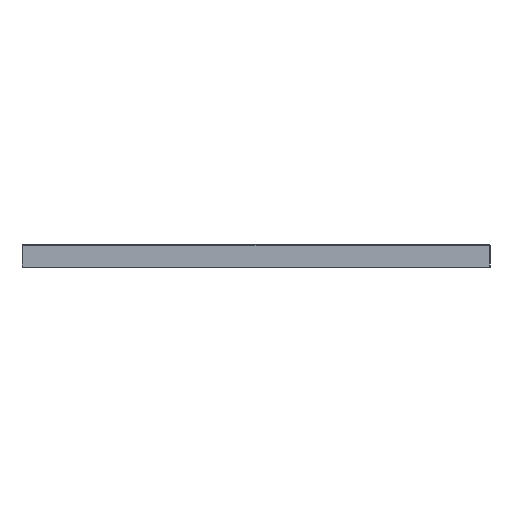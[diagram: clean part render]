
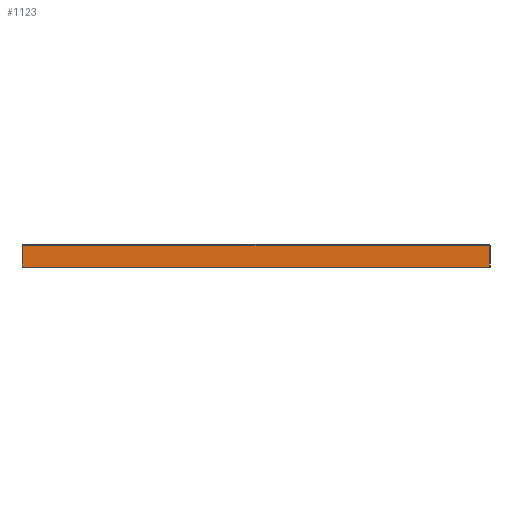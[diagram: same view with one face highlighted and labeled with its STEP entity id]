
A CAD part, left-side view. The second image highlights one B-rep face of the part: STEP entity #1123.
In plain terms, the highlighted planar face has unit normal (-1, 0, 0).
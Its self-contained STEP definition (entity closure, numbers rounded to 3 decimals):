
#467=PLANE('',#6967);
#580=LINE('',#15365,#853);
#581=LINE('',#15368,#854);
#582=LINE('',#15370,#855);
#853=VECTOR('',#7663,1.);
#854=VECTOR('',#7664,1.);
#855=VECTOR('',#7665,1.);
#1123=ADVANCED_FACE('',(#1683),#467,.T.);
#1683=FACE_OUTER_BOUND('',#2108,.T.);
#2108=EDGE_LOOP('',(#3172,#3173,#3174,#3175,#3176));
#2693=B_SPLINE_CURVE_WITH_KNOTS('',3,(#15372,#15373,#15374,#15375,#15376,
#15377,#15378,#15379,#15380,#15381,#15382),.UNSPECIFIED.,.F.,.F.,(4,2,1,
1,1,2,4),(0.,0.031,0.062,0.125,0.25,0.5,1.),
 .UNSPECIFIED.);
#2694=B_SPLINE_CURVE_WITH_KNOTS('',3,(#15384,#15385,#15386,#15387,#15388,
#15389,#15390,#15391,#15392,#15393,#15394,#15395,#15396,#15397),
 .UNSPECIFIED.,.F.,.F.,(4,2,2,2,2,2,4),(0.,0.5,0.75,0.875,
0.937,0.969,1.),.UNSPECIFIED.);
#3172=ORIENTED_EDGE('',*,*,#5794,.T.);
#3173=ORIENTED_EDGE('',*,*,#5795,.T.);
#3174=ORIENTED_EDGE('',*,*,#5796,.T.);
#3175=ORIENTED_EDGE('',*,*,#5797,.T.);
#3176=ORIENTED_EDGE('',*,*,#5798,.T.);
#5168=VERTEX_POINT('',#15366);
#5169=VERTEX_POINT('',#15367);
#5170=VERTEX_POINT('',#15369);
#5171=VERTEX_POINT('',#15371);
#5172=VERTEX_POINT('',#15383);
#5794=EDGE_CURVE('',#5168,#5169,#580,.T.);
#5795=EDGE_CURVE('',#5169,#5170,#581,.T.);
#5796=EDGE_CURVE('',#5170,#5171,#582,.T.);
#5797=EDGE_CURVE('',#5171,#5172,#2693,.T.);
#5798=EDGE_CURVE('',#5172,#5168,#2694,.T.);
#6967=AXIS2_PLACEMENT_3D('',#15398,#7666,#7667);
#7663=DIRECTION('',(0.,0.,-1.));
#7664=DIRECTION('',(0.,-1.,0.));
#7665=DIRECTION('',(0.,0.,1.));
#7666=DIRECTION('',(-1.,0.,0.));
#7667=DIRECTION('',(0.,0.,1.));
#15365=CARTESIAN_POINT('',(-800.,398.5,39.));
#15366=CARTESIAN_POINT('',(-800.,398.5,38.478));
#15367=CARTESIAN_POINT('',(-800.,398.5,1.));
#15368=CARTESIAN_POINT('',(-800.,-400.,1.));
#15369=CARTESIAN_POINT('',(-800.,-398.5,1.));
#15370=CARTESIAN_POINT('',(-800.,-398.5,39.));
#15371=CARTESIAN_POINT('',(-800.,-398.5,38.478));
#15372=CARTESIAN_POINT('',(-800.,-398.5,38.478));
#15373=CARTESIAN_POINT('',(-800.,-394.349,38.429));
#15374=CARTESIAN_POINT('',(-800.,-390.198,38.462));
#15375=CARTESIAN_POINT('',(-800.,-381.896,38.462));
#15376=CARTESIAN_POINT('',(-800.,-369.443,38.462));
#15377=CARTESIAN_POINT('',(-800.,-340.385,38.462));
#15378=CARTESIAN_POINT('',(-800.,-282.271,38.462));
#15379=CARTESIAN_POINT('',(-800.,-232.458,38.462));
#15380=CARTESIAN_POINT('',(-800.,-132.833,38.462));
#15381=CARTESIAN_POINT('',(-800.,-66.417,38.462));
#15382=CARTESIAN_POINT('',(-800.,0.,38.462));
#15383=CARTESIAN_POINT('',(-800.,0.,38.462));
#15384=CARTESIAN_POINT('',(-800.,0.,38.462));
#15385=CARTESIAN_POINT('',(-800.,66.417,38.462));
#15386=CARTESIAN_POINT('',(-800.,132.833,38.462));
#15387=CARTESIAN_POINT('',(-800.,232.458,38.462));
#15388=CARTESIAN_POINT('',(-800.,265.667,38.462));
#15389=CARTESIAN_POINT('',(-800.,315.479,38.462));
#15390=CARTESIAN_POINT('',(-800.,332.083,38.462));
#15391=CARTESIAN_POINT('',(-800.,356.99,38.462));
#15392=CARTESIAN_POINT('',(-800.,365.292,38.462));
#15393=CARTESIAN_POINT('',(-800.,377.745,38.462));
#15394=CARTESIAN_POINT('',(-800.,381.896,38.462));
#15395=CARTESIAN_POINT('',(-800.,390.198,38.462));
#15396=CARTESIAN_POINT('',(-800.,394.349,38.429));
#15397=CARTESIAN_POINT('',(-800.,398.5,38.478));
#15398=CARTESIAN_POINT('',(-800.,-400.,39.));
